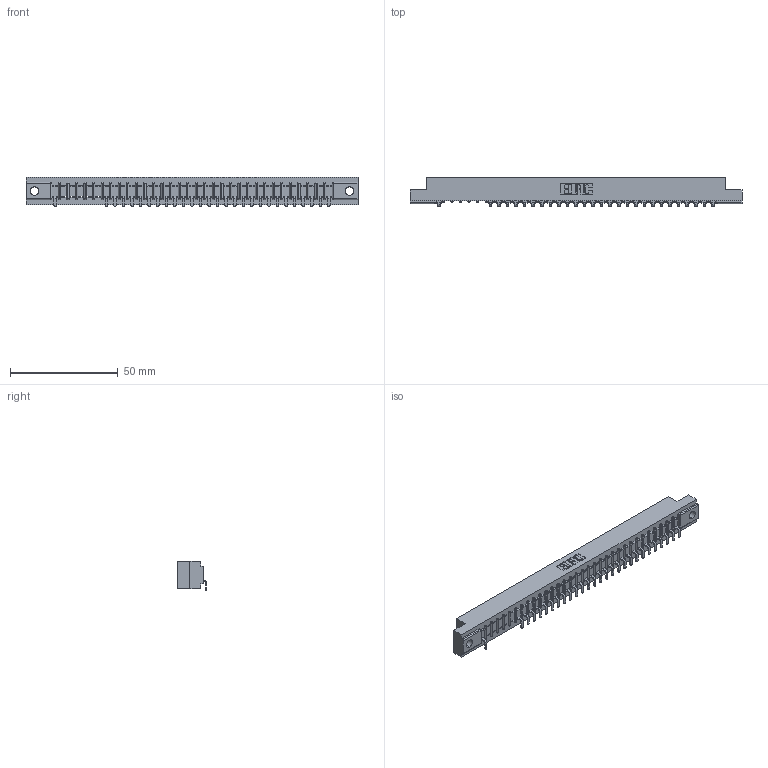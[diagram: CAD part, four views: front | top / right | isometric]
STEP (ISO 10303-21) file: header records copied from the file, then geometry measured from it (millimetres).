
FILE_DESCRIPTION (( 'STEP AP203' ), '1' );
FILE_NAME ('357-033-553-104.STEP', '2018-08-10T01:34:03', ( '' ), ( '' ), 'SwSTEP 2.0', 'SolidWorks 2016', '' );
FILE_SCHEMA (( 'CONFIG_CONTROL_DESIGN' ));
Length unit declared in the file: inch
Products named in the file (3): 307-290-002_553; 357-033-553-104; 307 Part_.156 Dia Mounting Holes
Assembly tree (29 placements, depth 2):
  357-033-553-104
    307 Part_.156 Dia Mounting Holes
    307-290-002_553  x28
Bounding box: 153.77 x 13.32 x 13.5 mm (x, y, z)
Volume: 16137.6 mm3; surface area: 18998.2 mm2
Topology: 29 solids, 29 shells, 2450 faces, 7511 edges, 4914 vertices
Faces by surface type: plane 1460, cylinder 922, sphere 68
Entity records: 30512 total; most frequent: CARTESIAN_POINT 5173, ORIENTED_EDGE 5166, DIRECTION 5017, EDGE_CURVE 2583, LINE 1981, VECTOR 1981, VERTEX_POINT 1674, AXIS2_PLACEMENT_3D 1518
